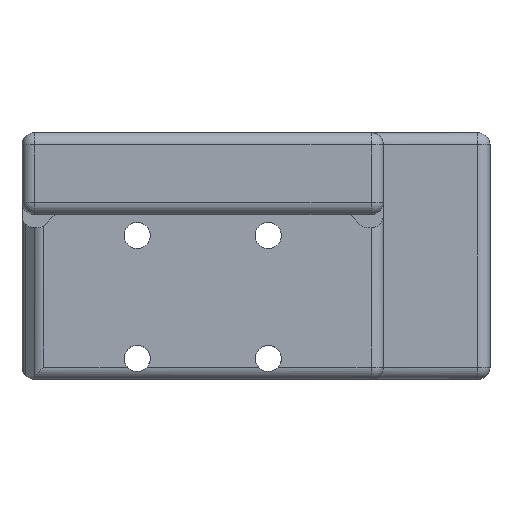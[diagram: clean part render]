
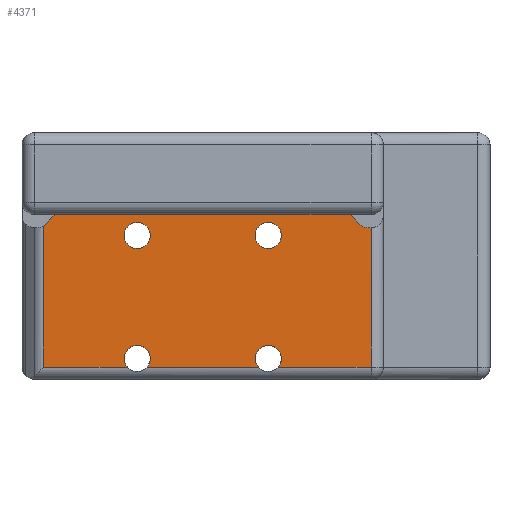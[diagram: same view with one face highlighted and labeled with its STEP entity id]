
A CAD part, front view. The second image highlights one B-rep face of the part: STEP entity #4371.
In plain terms, the highlighted planar face has unit normal (0, -1, 0).
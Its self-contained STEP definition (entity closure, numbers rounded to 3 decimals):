
#3 = EDGE_CURVE ( 'NONE', #5660, #6802, #2010, .T. ) ;
#102 = EDGE_CURVE ( 'NONE', #6802, #5660, #4966, .T. ) ;
#201 = VECTOR ( 'NONE', #2252, 1000. ) ;
#258 = EDGE_CURVE ( 'NONE', #8659, #3286, #3976, .T. ) ;
#485 = AXIS2_PLACEMENT_3D ( 'NONE', #1822, #2395, #5089 ) ;
#488 = CARTESIAN_POINT ( 'NONE',  ( -19.429, -8., -8.55 ) ) ;
#697 = CARTESIAN_POINT ( 'NONE',  ( 8., -8., -7.5 ) ) ;
#755 = VERTEX_POINT ( 'NONE', #488 ) ;
#769 = VECTOR ( 'NONE', #2166, 1000. ) ;
#787 = VERTEX_POINT ( 'NONE', #4107 ) ;
#884 = AXIS2_PLACEMENT_3D ( 'NONE', #697, #6024, #2722 ) ;
#933 = CARTESIAN_POINT ( 'NONE',  ( -22.05, -8., 10.05 ) ) ;
#941 = DIRECTION ( 'NONE',  ( 0., 0., 1. ) ) ;
#1018 = DIRECTION ( 'NONE',  ( 0., 0., 1. ) ) ;
#1102 = VECTOR ( 'NONE', #6836, 1000. ) ;
#1123 = AXIS2_PLACEMENT_3D ( 'NONE', #6804, #4086, #2672 ) ;
#1224 = ORIENTED_EDGE ( 'NONE', *, *, #5901, .T. ) ;
#1414 = FACE_OUTER_BOUND ( 'NONE', #3567, .T. ) ;
#1437 = CARTESIAN_POINT ( 'NONE',  ( 8., -8., 9.1 ) ) ;
#1444 = ORIENTED_EDGE ( 'NONE', *, *, #2342, .T. ) ;
#1517 = CIRCLE ( 'NONE', #2915, 1.6 ) ;
#1615 = CARTESIAN_POINT ( 'NONE',  ( 20.55, -8., 10.05 ) ) ;
#1658 = CARTESIAN_POINT ( 'NONE',  ( 8., -8., 5.9 ) ) ;
#1700 = EDGE_CURVE ( 'NONE', #7217, #6300, #4861, .T. ) ;
#1809 = EDGE_CURVE ( 'NONE', #755, #5339, #1879, .T. ) ;
#1822 = CARTESIAN_POINT ( 'NONE',  ( -8., -8., -7.5 ) ) ;
#1826 = ORIENTED_EDGE ( 'NONE', *, *, #1700, .F. ) ;
#1879 = LINE ( 'NONE', #5070, #5878 ) ;
#1890 = EDGE_CURVE ( 'NONE', #7079, #6367, #5197, .T. ) ;
#2010 = CIRCLE ( 'NONE', #6938, 1.6 ) ;
#2166 = DIRECTION ( 'NONE',  ( 1., 0., 0. ) ) ;
#2252 = DIRECTION ( 'NONE',  ( 1., 0., 0. ) ) ;
#2256 = EDGE_LOOP ( 'NONE', ( #3744, #4532 ) ) ;
#2342 = EDGE_CURVE ( 'NONE', #3286, #2354, #3840, .T. ) ;
#2354 = VERTEX_POINT ( 'NONE', #7131 ) ;
#2388 = ORIENTED_EDGE ( 'NONE', *, *, #3288, .T. ) ;
#2395 = DIRECTION ( 'NONE',  ( 0., 1., 0. ) ) ;
#2433 = AXIS2_PLACEMENT_3D ( 'NONE', #8203, #4239, #1018 ) ;
#2447 = DIRECTION ( 'NONE',  ( 0., 1., 0. ) ) ;
#2549 = DIRECTION ( 'NONE',  ( 0., 0., 1. ) ) ;
#2567 = EDGE_CURVE ( 'NONE', #4381, #8659, #4108, .T. ) ;
#2672 = DIRECTION ( 'NONE',  ( 0., 0., 1. ) ) ;
#2721 = FACE_BOUND ( 'NONE', #2256, .T. ) ;
#2722 = DIRECTION ( 'NONE',  ( 0., 0., 1. ) ) ;
#2894 = CARTESIAN_POINT ( 'NONE',  ( 0., -8., 0. ) ) ;
#2915 = AXIS2_PLACEMENT_3D ( 'NONE', #4751, #8043, #2549 ) ;
#2950 = CARTESIAN_POINT ( 'NONE',  ( 20.55, -8., -8.55 ) ) ;
#2968 = CARTESIAN_POINT ( 'NONE',  ( 8., -8., -7.5 ) ) ;
#3034 = CARTESIAN_POINT ( 'NONE',  ( -19.429, -8., -10.05 ) ) ;
#3060 = CARTESIAN_POINT ( 'NONE',  ( -8., -8., 9.1 ) ) ;
#3167 = EDGE_CURVE ( 'NONE', #2354, #4459, #3666, .T. ) ;
#3286 = VERTEX_POINT ( 'NONE', #7043 ) ;
#3288 = EDGE_CURVE ( 'NONE', #5339, #787, #7802, .T. ) ;
#3301 = ORIENTED_EDGE ( 'NONE', *, *, #3558, .T. ) ;
#3419 = PLANE ( 'NONE',  #5170 ) ;
#3504 = ORIENTED_EDGE ( 'NONE', *, *, #4750, .T. ) ;
#3558 = EDGE_CURVE ( 'NONE', #7217, #755, #5849, .T. ) ;
#3559 = CARTESIAN_POINT ( 'NONE',  ( -19.429, -8., 10.05 ) ) ;
#3567 = EDGE_LOOP ( 'NONE', ( #2388, #3504, #8176, #4025, #1444, #4271, #1224, #1826, #3301, #3650 ) ) ;
#3650 = ORIENTED_EDGE ( 'NONE', *, *, #1809, .T. ) ;
#3666 = LINE ( 'NONE', #4822, #769 ) ;
#3744 = ORIENTED_EDGE ( 'NONE', *, *, #6341, .T. ) ;
#3840 = CIRCLE ( 'NONE', #5803, 1.6 ) ;
#3976 = CIRCLE ( 'NONE', #884, 1.6 ) ;
#4025 = ORIENTED_EDGE ( 'NONE', *, *, #258, .T. ) ;
#4047 = VECTOR ( 'NONE', #7531, 1000. ) ;
#4086 = DIRECTION ( 'NONE',  ( 0., 1., 0. ) ) ;
#4105 = CARTESIAN_POINT ( 'NONE',  ( 8., -8., 7.5 ) ) ;
#4107 = CARTESIAN_POINT ( 'NONE',  ( -8., -8., -5.9 ) ) ;
#4108 = LINE ( 'NONE', #6782, #201 ) ;
#4161 = LINE ( 'NONE', #4256, #1102 ) ;
#4239 = DIRECTION ( 'NONE',  ( 0., 1., 0. ) ) ;
#4256 = CARTESIAN_POINT ( 'NONE',  ( 20.55, -8., 10.05 ) ) ;
#4271 = ORIENTED_EDGE ( 'NONE', *, *, #3167, .T. ) ;
#4274 = DIRECTION ( 'NONE',  ( 0., 0., 1. ) ) ;
#4289 = VECTOR ( 'NONE', #4411, 1000. ) ;
#4371 = ADVANCED_FACE ( 'NONE', ( #7420, #2721, #1414 ), #3419, .F. ) ;
#4381 = VERTEX_POINT ( 'NONE', #4883 ) ;
#4411 = DIRECTION ( 'NONE',  ( 0., 0., -1. ) ) ;
#4459 = VERTEX_POINT ( 'NONE', #2950 ) ;
#4532 = ORIENTED_EDGE ( 'NONE', *, *, #1890, .T. ) ;
#4750 = EDGE_CURVE ( 'NONE', #787, #4381, #1517, .T. ) ;
#4751 = CARTESIAN_POINT ( 'NONE',  ( -8., -8., -7.5 ) ) ;
#4807 = DIRECTION ( 'NONE',  ( 0., 1., 0. ) ) ;
#4822 = CARTESIAN_POINT ( 'NONE',  ( 22.05, -8., -8.55 ) ) ;
#4861 = LINE ( 'NONE', #933, #4047 ) ;
#4883 = CARTESIAN_POINT ( 'NONE',  ( -6.793, -8., -8.55 ) ) ;
#4909 = DIRECTION ( 'NONE',  ( 0., 1., 0. ) ) ;
#4966 = CIRCLE ( 'NONE', #2433, 1.6 ) ;
#5070 = CARTESIAN_POINT ( 'NONE',  ( 22.05, -8., -8.55 ) ) ;
#5089 = DIRECTION ( 'NONE',  ( 0., 0., 1. ) ) ;
#5170 = AXIS2_PLACEMENT_3D ( 'NONE', #2894, #6851, #4274 ) ;
#5185 = CARTESIAN_POINT ( 'NONE',  ( 6.793, -8., -8.55 ) ) ;
#5197 = CIRCLE ( 'NONE', #1123, 1.6 ) ;
#5254 = ORIENTED_EDGE ( 'NONE', *, *, #3, .T. ) ;
#5339 = VERTEX_POINT ( 'NONE', #7786 ) ;
#5660 = VERTEX_POINT ( 'NONE', #1658 ) ;
#5803 = AXIS2_PLACEMENT_3D ( 'NONE', #2968, #4909, #941 ) ;
#5849 = LINE ( 'NONE', #3034, #4289 ) ;
#5878 = VECTOR ( 'NONE', #7828, 1000. ) ;
#5901 = EDGE_CURVE ( 'NONE', #4459, #6300, #4161, .T. ) ;
#5943 = EDGE_LOOP ( 'NONE', ( #8075, #5254 ) ) ;
#6024 = DIRECTION ( 'NONE',  ( 0., 1., 0. ) ) ;
#6031 = CARTESIAN_POINT ( 'NONE',  ( -8., -8., 5.9 ) ) ;
#6167 = CIRCLE ( 'NONE', #7280, 1.6 ) ;
#6300 = VERTEX_POINT ( 'NONE', #1615 ) ;
#6341 = EDGE_CURVE ( 'NONE', #6367, #7079, #6167, .T. ) ;
#6367 = VERTEX_POINT ( 'NONE', #3060 ) ;
#6408 = CARTESIAN_POINT ( 'NONE',  ( -8., -8., 7.5 ) ) ;
#6780 = DIRECTION ( 'NONE',  ( 0., 0., 1. ) ) ;
#6782 = CARTESIAN_POINT ( 'NONE',  ( 22.05, -8., -8.55 ) ) ;
#6802 = VERTEX_POINT ( 'NONE', #1437 ) ;
#6804 = CARTESIAN_POINT ( 'NONE',  ( -8., -8., 7.5 ) ) ;
#6836 = DIRECTION ( 'NONE',  ( 0., 0., 1. ) ) ;
#6851 = DIRECTION ( 'NONE',  ( 0., 1., 0. ) ) ;
#6938 = AXIS2_PLACEMENT_3D ( 'NONE', #4105, #4807, #6780 ) ;
#7043 = CARTESIAN_POINT ( 'NONE',  ( 8., -8., -5.9 ) ) ;
#7079 = VERTEX_POINT ( 'NONE', #6031 ) ;
#7131 = CARTESIAN_POINT ( 'NONE',  ( 9.207, -8., -8.55 ) ) ;
#7217 = VERTEX_POINT ( 'NONE', #3559 ) ;
#7280 = AXIS2_PLACEMENT_3D ( 'NONE', #6408, #2447, #8495 ) ;
#7420 = FACE_BOUND ( 'NONE', #5943, .T. ) ;
#7531 = DIRECTION ( 'NONE',  ( 1., 0., 0. ) ) ;
#7786 = CARTESIAN_POINT ( 'NONE',  ( -9.207, -8., -8.55 ) ) ;
#7802 = CIRCLE ( 'NONE', #485, 1.6 ) ;
#7828 = DIRECTION ( 'NONE',  ( 1., 0., 0. ) ) ;
#8043 = DIRECTION ( 'NONE',  ( 0., 1., 0. ) ) ;
#8075 = ORIENTED_EDGE ( 'NONE', *, *, #102, .T. ) ;
#8176 = ORIENTED_EDGE ( 'NONE', *, *, #2567, .T. ) ;
#8203 = CARTESIAN_POINT ( 'NONE',  ( 8., -8., 7.5 ) ) ;
#8495 = DIRECTION ( 'NONE',  ( 0., 0., 1. ) ) ;
#8659 = VERTEX_POINT ( 'NONE', #5185 ) ;
